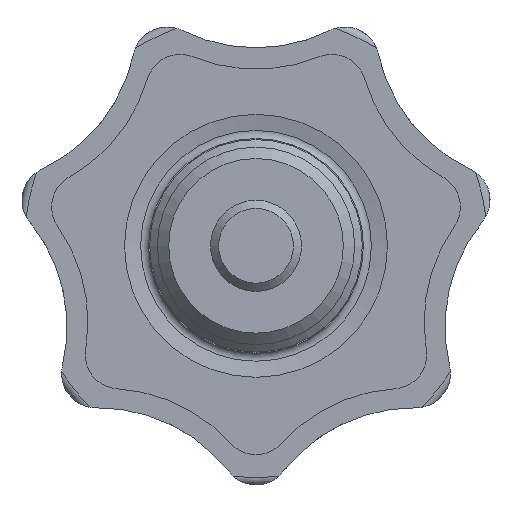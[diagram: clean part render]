
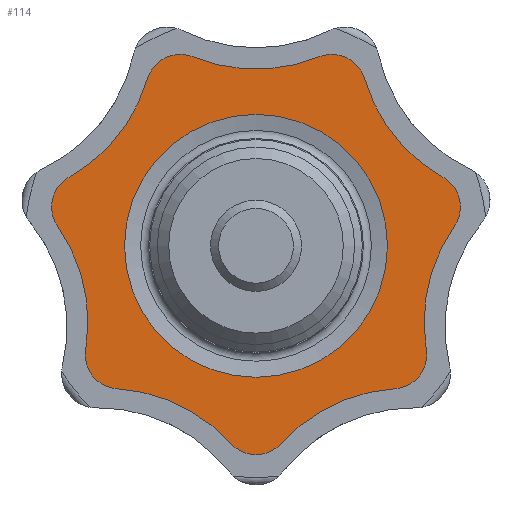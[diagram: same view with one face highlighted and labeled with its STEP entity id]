
A CAD part, front view. The second image highlights one B-rep face of the part: STEP entity #114.
In plain terms, the highlighted planar face has unit normal (0, -1, 0).
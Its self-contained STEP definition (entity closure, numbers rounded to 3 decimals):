
#114 = ADVANCED_FACE( '', ( #258, #259 ), #260, .F. );
#258 = FACE_OUTER_BOUND( '', #429, .T. );
#259 = FACE_BOUND( '', #430, .T. );
#260 = PLANE( '', #431 );
#429 = EDGE_LOOP( '', ( #703, #704, #705, #706, #707, #708, #709, #710, #711, #712, #713, #714, #715, #716 ) );
#430 = EDGE_LOOP( '', ( #717 ) );
#431 = AXIS2_PLACEMENT_3D( '', #718, #719, #720 );
#703 = ORIENTED_EDGE( '', *, *, #1090, .T. );
#704 = ORIENTED_EDGE( '', *, *, #1091, .F. );
#705 = ORIENTED_EDGE( '', *, *, #1033, .T. );
#706 = ORIENTED_EDGE( '', *, *, #1064, .F. );
#707 = ORIENTED_EDGE( '', *, *, #1092, .T. );
#708 = ORIENTED_EDGE( '', *, *, #1093, .F. );
#709 = ORIENTED_EDGE( '', *, *, #1094, .T. );
#710 = ORIENTED_EDGE( '', *, *, #1043, .F. );
#711 = ORIENTED_EDGE( '', *, *, #1046, .T. );
#712 = ORIENTED_EDGE( '', *, *, #1095, .F. );
#713 = ORIENTED_EDGE( '', *, *, #1096, .T. );
#714 = ORIENTED_EDGE( '', *, *, #1097, .F. );
#715 = ORIENTED_EDGE( '', *, *, #991, .T. );
#716 = ORIENTED_EDGE( '', *, *, #1088, .F. );
#717 = ORIENTED_EDGE( '', *, *, #1056, .F. );
#718 = CARTESIAN_POINT( '', ( -31.059, 34., -12.207 ) );
#719 = DIRECTION( '', ( 0., 1., 0. ) );
#720 = DIRECTION( '', ( 0., 0., 1. ) );
#991 = EDGE_CURVE( '', #1175, #1172, #1176, .T. );
#1033 = EDGE_CURVE( '', #1252, #1249, #1253, .T. );
#1043 = EDGE_CURVE( '', #1268, #1263, #1270, .T. );
#1046 = EDGE_CURVE( '', #1268, #1272, #1275, .T. );
#1056 = EDGE_CURVE( '', #1289, #1289, #1290, .F. );
#1064 = EDGE_CURVE( '', #1301, #1249, #1303, .T. );
#1088 = EDGE_CURVE( '', #1339, #1172, #1341, .T. );
#1090 = EDGE_CURVE( '', #1339, #1343, #1344, .T. );
#1091 = EDGE_CURVE( '', #1252, #1343, #1345, .T. );
#1092 = EDGE_CURVE( '', #1301, #1346, #1347, .T. );
#1093 = EDGE_CURVE( '', #1348, #1346, #1349, .T. );
#1094 = EDGE_CURVE( '', #1348, #1263, #1350, .T. );
#1095 = EDGE_CURVE( '', #1351, #1272, #1352, .T. );
#1096 = EDGE_CURVE( '', #1351, #1353, #1354, .T. );
#1097 = EDGE_CURVE( '', #1175, #1353, #1355, .T. );
#1172 = VERTEX_POINT( '', #1449 );
#1175 = VERTEX_POINT( '', #1453 );
#1176 = CIRCLE( '', #1454, 22. );
#1249 = VERTEX_POINT( '', #1923 );
#1252 = VERTEX_POINT( '', #1927 );
#1253 = CIRCLE( '', #1928, 22. );
#1263 = VERTEX_POINT( '', #1939 );
#1268 = VERTEX_POINT( '', #1945 );
#1270 = CIRCLE( '', #1948, 4.5 );
#1272 = VERTEX_POINT( '', #1950 );
#1275 = CIRCLE( '', #1954, 22. );
#1289 = VERTEX_POINT( '', #1970 );
#1290 = CIRCLE( '', #1971, 17.321 );
#1301 = VERTEX_POINT( '', #2002 );
#1303 = CIRCLE( '', #2005, 4.5 );
#1339 = VERTEX_POINT( '', #2084 );
#1341 = CIRCLE( '', #2087, 4.5 );
#1343 = VERTEX_POINT( '', #2089 );
#1344 = CIRCLE( '', #2090, 22. );
#1345 = CIRCLE( '', #2091, 4.5 );
#1346 = VERTEX_POINT( '', #2092 );
#1347 = CIRCLE( '', #2093, 22. );
#1348 = VERTEX_POINT( '', #2094 );
#1349 = CIRCLE( '', #2095, 4.5 );
#1350 = CIRCLE( '', #2096, 22. );
#1351 = VERTEX_POINT( '', #2097 );
#1352 = CIRCLE( '', #2098, 4.5 );
#1353 = VERTEX_POINT( '', #2099 );
#1354 = CIRCLE( '', #2100, 22. );
#1355 = CIRCLE( '', #2101, 4.5 );
#1449 = CARTESIAN_POINT( '', ( -24.626, 34., 9.042 ) );
#1453 = CARTESIAN_POINT( '', ( -14.295, 34., 21.997 ) );
#1454 = AXIS2_PLACEMENT_3D( '', #2265, #2266, #2267 );
#1923 = CARTESIAN_POINT( '', ( -3.336, 34., -26.021 ) );
#1927 = CARTESIAN_POINT( '', ( -18.264, 34., -18.831 ) );
#1928 = AXIS2_PLACEMENT_3D( '', #2295, #2296, #2297 );
#1939 = CARTESIAN_POINT( '', ( 26.11, 34., 2.538 ) );
#1945 = CARTESIAN_POINT( '', ( 24.626, 34., 9.042 ) );
#1948 = AXIS2_PLACEMENT_3D( '', #2313, #2314, #2315 );
#1950 = CARTESIAN_POINT( '', ( 14.295, 34., 21.997 ) );
#1954 = AXIS2_PLACEMENT_3D( '', #2317, #2318, #2319 );
#1970 = CARTESIAN_POINT( '', ( 0., 34., 17.321 ) );
#1971 = AXIS2_PLACEMENT_3D( '', #2334, #2335, #2336 );
#2002 = CARTESIAN_POINT( '', ( 3.336, 34., -26.021 ) );
#2005 = AXIS2_PLACEMENT_3D( '', #2344, #2345, #2346 );
#2084 = CARTESIAN_POINT( '', ( -26.11, 34., 2.538 ) );
#2087 = AXIS2_PLACEMENT_3D( '', #2378, #2379, #2380 );
#2089 = CARTESIAN_POINT( '', ( -22.423, 34., -13.616 ) );
#2090 = AXIS2_PLACEMENT_3D( '', #2381, #2382, #2383 );
#2091 = AXIS2_PLACEMENT_3D( '', #2384, #2385, #2386 );
#2092 = CARTESIAN_POINT( '', ( 18.264, 34., -18.831 ) );
#2093 = AXIS2_PLACEMENT_3D( '', #2387, #2388, #2389 );
#2094 = CARTESIAN_POINT( '', ( 22.423, 34., -13.616 ) );
#2095 = AXIS2_PLACEMENT_3D( '', #2390, #2391, #2392 );
#2096 = AXIS2_PLACEMENT_3D( '', #2393, #2394, #2395 );
#2097 = CARTESIAN_POINT( '', ( 8.285, 34., 24.891 ) );
#2098 = AXIS2_PLACEMENT_3D( '', #2396, #2397, #2398 );
#2099 = CARTESIAN_POINT( '', ( -8.285, 34., 24.891 ) );
#2100 = AXIS2_PLACEMENT_3D( '', #2399, #2400, #2401 );
#2101 = AXIS2_PLACEMENT_3D( '', #2402, #2403, #2404 );
#2265 = CARTESIAN_POINT( '', ( -35.395, 34., 28.226 ) );
#2266 = DIRECTION( '', ( 0., 1., 0. ) );
#2267 = DIRECTION( '', ( 1., 0., 0. ) );
#2295 = CARTESIAN_POINT( '', ( -19.643, 34., -40.788 ) );
#2296 = DIRECTION( '', ( 0., 1., 0. ) );
#2297 = DIRECTION( '', ( 1., 0., 0. ) );
#2313 = CARTESIAN_POINT( '', ( 22.423, 34., 5.118 ) );
#2314 = DIRECTION( '', ( 0., 1., 0. ) );
#2315 = DIRECTION( '', ( 1., 0., 0. ) );
#2317 = CARTESIAN_POINT( '', ( 35.395, 34., 28.226 ) );
#2318 = DIRECTION( '', ( 0., 1., 0. ) );
#2319 = DIRECTION( '', ( 1., 0., 0. ) );
#2334 = CARTESIAN_POINT( '', ( 0., 34., 0. ) );
#2335 = DIRECTION( '', ( 0., 1., 0. ) );
#2336 = DIRECTION( '', ( 0., 0., 1. ) );
#2344 = CARTESIAN_POINT( '', ( 0., 34., -23. ) );
#2345 = DIRECTION( '', ( 0., 1., 0. ) );
#2346 = DIRECTION( '', ( 1., 0., 0. ) );
#2378 = CARTESIAN_POINT( '', ( -22.423, 34., 5.118 ) );
#2379 = DIRECTION( '', ( 0., 1., 0. ) );
#2380 = DIRECTION( '', ( 1., 0., 0. ) );
#2381 = CARTESIAN_POINT( '', ( -44.136, 34., -10.074 ) );
#2382 = DIRECTION( '', ( 0., 1., 0. ) );
#2383 = DIRECTION( '', ( 1., 0., 0. ) );
#2384 = CARTESIAN_POINT( '', ( -17.982, 34., -14.34 ) );
#2385 = DIRECTION( '', ( 0., 1., 0. ) );
#2386 = DIRECTION( '', ( 1., 0., 0. ) );
#2387 = CARTESIAN_POINT( '', ( 19.643, 34., -40.788 ) );
#2388 = DIRECTION( '', ( 0., 1., 0. ) );
#2389 = DIRECTION( '', ( 1., 0., 0. ) );
#2390 = CARTESIAN_POINT( '', ( 17.982, 34., -14.34 ) );
#2391 = DIRECTION( '', ( 0., 1., 0. ) );
#2392 = DIRECTION( '', ( 1., 0., 0. ) );
#2393 = CARTESIAN_POINT( '', ( 44.136, 34., -10.074 ) );
#2394 = DIRECTION( '', ( 0., 1., 0. ) );
#2395 = DIRECTION( '', ( 1., 0., 0. ) );
#2396 = CARTESIAN_POINT( '', ( 9.979, 34., 20.722 ) );
#2397 = DIRECTION( '', ( 0., 1., 0. ) );
#2398 = DIRECTION( '', ( 1., 0., 0. ) );
#2399 = CARTESIAN_POINT( '', ( 0., 34., 45.271 ) );
#2400 = DIRECTION( '', ( 0., 1., 0. ) );
#2401 = DIRECTION( '', ( 1., 0., 0. ) );
#2402 = CARTESIAN_POINT( '', ( -9.979, 34., 20.722 ) );
#2403 = DIRECTION( '', ( 0., 1., 0. ) );
#2404 = DIRECTION( '', ( 1., 0., 0. ) );
